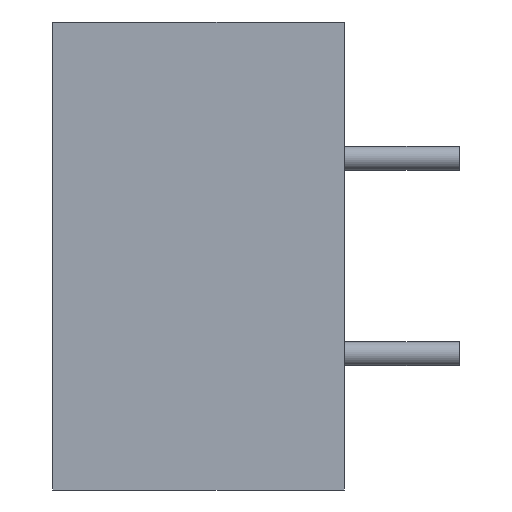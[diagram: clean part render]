
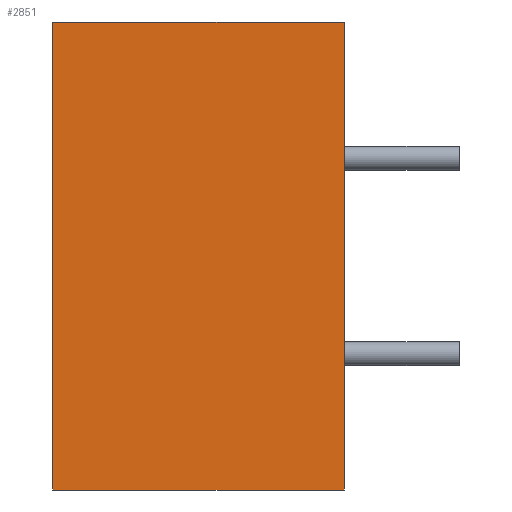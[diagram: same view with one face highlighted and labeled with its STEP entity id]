
A CAD part, left-side view. The second image highlights one B-rep face of the part: STEP entity #2851.
In plain terms, the highlighted planar face has unit normal (-1, 0, 0).
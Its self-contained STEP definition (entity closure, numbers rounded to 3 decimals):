
#49 = EDGE_CURVE ( 'NONE', #2283, #2061, #1912, .T. ) ;
#87 = FACE_OUTER_BOUND ( 'NONE', #2434, .T. ) ;
#143 = CARTESIAN_POINT ( 'NONE',  ( 0., 0., 24.4 ) ) ;
#181 = LINE ( 'NONE', #1359, #2755 ) ;
#245 = LINE ( 'NONE', #1860, #1301 ) ;
#257 = CARTESIAN_POINT ( 'NONE',  ( 0., 0., 24.4 ) ) ;
#377 = DIRECTION ( 'NONE',  ( 0., 0., -1. ) ) ;
#473 = EDGE_CURVE ( 'NONE', #2059, #2283, #245, .T. ) ;
#833 = VECTOR ( 'NONE', #1657, 1000. ) ;
#1013 = AXIS2_PLACEMENT_3D ( 'NONE', #143, #3061, #2079 ) ;
#1038 = ORIENTED_EDGE ( 'NONE', *, *, #473, .T. ) ;
#1301 = VECTOR ( 'NONE', #377, 1000. ) ;
#1359 = CARTESIAN_POINT ( 'NONE',  ( 0., 0., 24.4 ) ) ;
#1369 = ORIENTED_EDGE ( 'NONE', *, *, #1872, .F. ) ;
#1376 = CARTESIAN_POINT ( 'NONE',  ( 0., 0., 24.4 ) ) ;
#1399 = DIRECTION ( 'NONE',  ( 0., -1., 0. ) ) ;
#1412 = ORIENTED_EDGE ( 'NONE', *, *, #2261, .F. ) ;
#1413 = CARTESIAN_POINT ( 'NONE',  ( 0., 0., 0. ) ) ;
#1441 = CARTESIAN_POINT ( 'NONE',  ( 0., 15.2, 24.4 ) ) ;
#1657 = DIRECTION ( 'NONE',  ( 0., -1., 0. ) ) ;
#1834 = VERTEX_POINT ( 'NONE', #1376 ) ;
#1860 = CARTESIAN_POINT ( 'NONE',  ( 0., 15.2, 24.4 ) ) ;
#1872 = EDGE_CURVE ( 'NONE', #2059, #1834, #181, .T. ) ;
#1912 = LINE ( 'NONE', #1413, #833 ) ;
#1934 = CARTESIAN_POINT ( 'NONE',  ( 0., 0., 0. ) ) ;
#1971 = DIRECTION ( 'NONE',  ( 0., 0., -1. ) ) ;
#2059 = VERTEX_POINT ( 'NONE', #1441 ) ;
#2061 = VERTEX_POINT ( 'NONE', #1934 ) ;
#2079 = DIRECTION ( 'NONE',  ( 0., 0., -1. ) ) ;
#2103 = ORIENTED_EDGE ( 'NONE', *, *, #49, .T. ) ;
#2261 = EDGE_CURVE ( 'NONE', #1834, #2061, #2847, .T. ) ;
#2283 = VERTEX_POINT ( 'NONE', #2759 ) ;
#2434 = EDGE_LOOP ( 'NONE', ( #2103, #1412, #1369, #1038 ) ) ;
#2755 = VECTOR ( 'NONE', #1399, 1000. ) ;
#2759 = CARTESIAN_POINT ( 'NONE',  ( 0., 15.2, 0. ) ) ;
#2825 = PLANE ( 'NONE',  #1013 ) ;
#2847 = LINE ( 'NONE', #257, #3032 ) ;
#2851 = ADVANCED_FACE ( 'NONE', ( #87 ), #2825, .F. ) ;
#3032 = VECTOR ( 'NONE', #1971, 1000. ) ;
#3061 = DIRECTION ( 'NONE',  ( 1., 0., 0. ) ) ;
